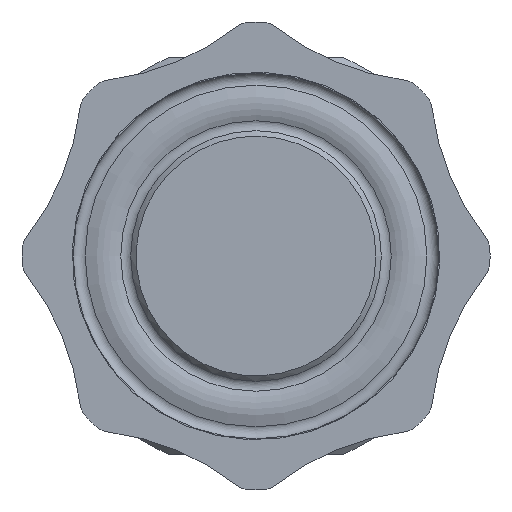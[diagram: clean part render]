
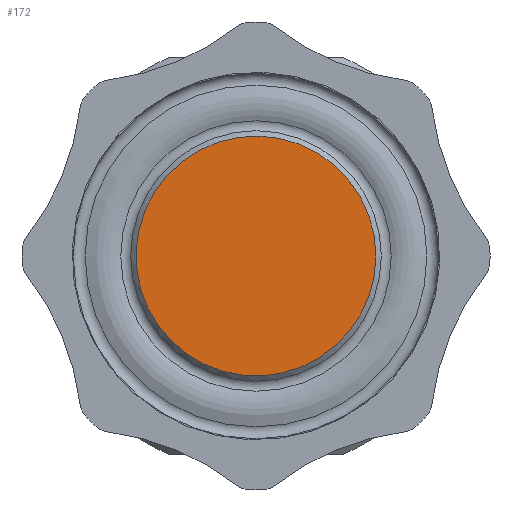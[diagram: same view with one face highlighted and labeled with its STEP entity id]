
A CAD part, left-side view. The second image highlights one B-rep face of the part: STEP entity #172.
In plain terms, the highlighted planar face has unit normal (-1, 0, 0).
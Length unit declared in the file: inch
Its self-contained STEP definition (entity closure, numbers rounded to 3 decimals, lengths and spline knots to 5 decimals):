
#109=CARTESIAN_POINT('',(-4.97415,-1.46456,2.95224));
#110=VERTEX_POINT('',#109);
#111=CARTESIAN_POINT('',(-4.97415,-1.84797,2.79343));
#112=DIRECTION('',(-1.0,0.,0.));
#113=DIRECTION('',(0.,-0.924,-0.383));
#114=AXIS2_PLACEMENT_3D('',#111,#112,#113);
#115=CIRCLE('',#114,0.415);
#116=EDGE_CURVE('',#110,#110,#115,.T.);
#164=CARTESIAN_POINT('',(-4.97415,-1.84797,2.38843));
#165=DIRECTION('',(-1.0,0.0,0.0));
#166=DIRECTION('',(0.0,1.0,0.0));
#167=AXIS2_PLACEMENT_3D('',#164,#165,#166);
#168=PLANE('',#167);
#169=ORIENTED_EDGE('',*,*,#116,.T.);
#170=EDGE_LOOP('',(#169));
#171=FACE_OUTER_BOUND('',#170,.T.);
#172=ADVANCED_FACE('',(#171),#168,.T.);
